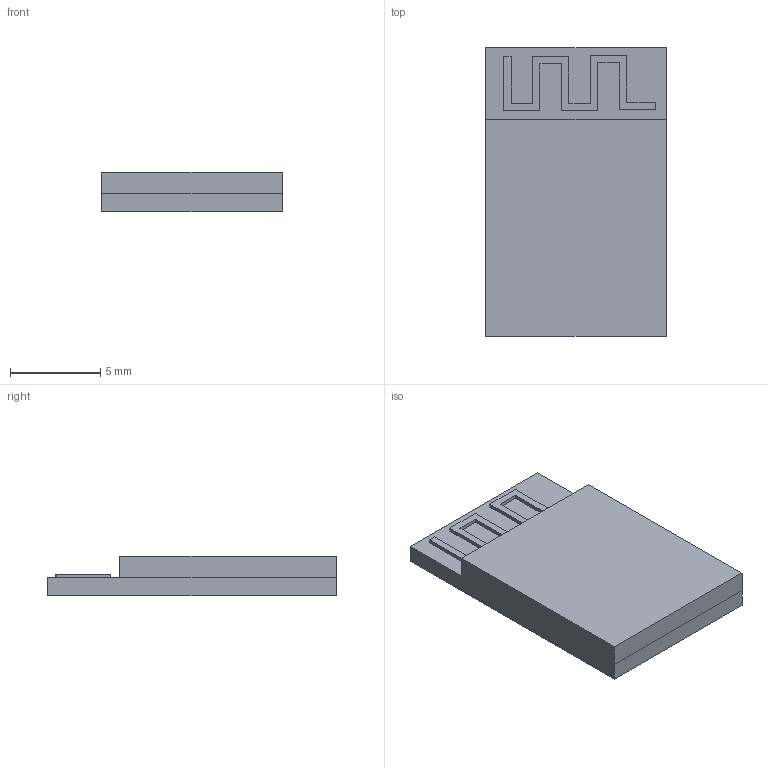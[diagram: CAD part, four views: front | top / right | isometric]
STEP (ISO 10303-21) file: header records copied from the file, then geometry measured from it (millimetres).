
FILE_DESCRIPTION(('FreeCAD Model'),'2;1');
FILE_NAME('nRF-MDBT42Q.step','2019-01-03T18:19:39',( 'kicad StepUp'),('ksu MCAD'),'Open CASCADE STEP processor 6.8', 'FreeCAD','Unknown');
FILE_SCHEMA(('AUTOMOTIVE_DESIGN_CC2 { 1 2 10303 214 -1 1 5 4 }'));
Length unit declared in the file: millimetre
Products named in the file (1): nRF-MDBT42Q
Bounding box: 10 x 16 x 2.2 mm (x, y, z)
Volume: 305.7 mm3; surface area: 433.5 mm2
Topology: 1 solids, 1 shells, 34 faces, 89 edges, 58 vertices
Faces by surface type: plane 34
Entity records: 1273 total; most frequent: CARTESIAN_POINT 182, ORIENTED_EDGE 178, DIRECTION 159, EDGE_CURVE 89, LINE 89, VECTOR 89, VERTEX_POINT 58, AXIS2_PLACEMENT_3D 35
